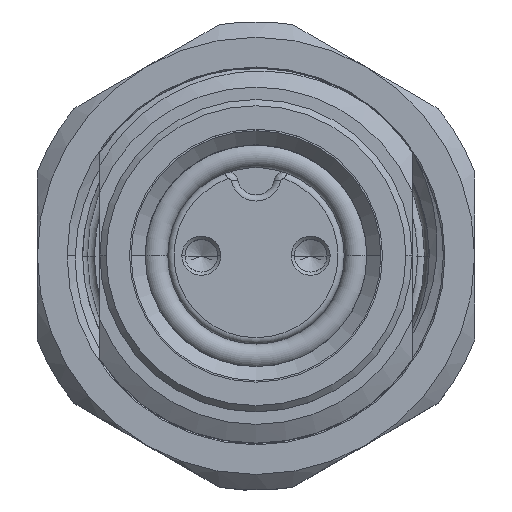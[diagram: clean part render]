
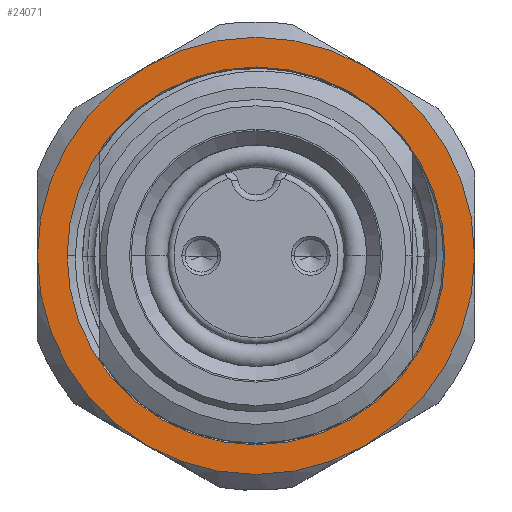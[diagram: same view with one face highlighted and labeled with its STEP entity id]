
A CAD part, top view. The second image highlights one B-rep face of the part: STEP entity #24071.
In plain terms, the highlighted planar face has unit normal (0, 0, 1).
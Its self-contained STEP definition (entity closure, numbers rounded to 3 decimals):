
#22669=CARTESIAN_POINT('',(0.,0.,2.2));
#22670=DIRECTION('',(0.,0.,-1.));
#22671=DIRECTION('',(-1.,0.,0.));
#22672=AXIS2_PLACEMENT_3D('',#22669,#22670,#22671);
#22674=CARTESIAN_POINT('',(0.,0.,2.2));
#22675=DIRECTION('',(0.,0.,-1.));
#22676=DIRECTION('',(1.,0.,0.));
#22677=AXIS2_PLACEMENT_3D('',#22674,#22675,#22676);
#22679=CARTESIAN_POINT('',(0.,0.,2.2));
#22680=DIRECTION('',(0.,0.,-1.));
#22681=DIRECTION('',(-0.5,-0.866,0.));
#22682=AXIS2_PLACEMENT_3D('',#22679,#22680,#22681);
#22684=CARTESIAN_POINT('',(0.,0.,2.2));
#22685=DIRECTION('',(0.,0.,-1.));
#22686=DIRECTION('',(-1.,0.,0.));
#22687=AXIS2_PLACEMENT_3D('',#22684,#22685,#22686);
#22689=CARTESIAN_POINT('',(0.,0.,2.2));
#22690=DIRECTION('',(0.,0.,-1.));
#22691=DIRECTION('',(0.5,0.866,0.));
#22692=AXIS2_PLACEMENT_3D('',#22689,#22690,#22691);
#22694=CARTESIAN_POINT('',(0.,0.,2.2));
#22695=DIRECTION('',(0.,0.,-1.));
#22696=DIRECTION('',(1.,0.,0.));
#22697=AXIS2_PLACEMENT_3D('',#22694,#22695,#22696);
#22704=CARTESIAN_POINT('',(0.,0.,2.2));
#22705=DIRECTION('',(0.,0.,1.));
#22706=DIRECTION('',(-0.5,-0.866,0.));
#22707=AXIS2_PLACEMENT_3D('',#22704,#22705,#22706);
#22996=CARTESIAN_POINT('',(0.,0.,2.2));
#22997=DIRECTION('',(0.,0.,1.));
#22998=DIRECTION('',(0.5,0.866,0.));
#22999=AXIS2_PLACEMENT_3D('',#22996,#22997,#22998);
#23231=CARTESIAN_POINT('',(-6.05,0.,2.2));
#23232=CARTESIAN_POINT('',(6.05,0.,2.2));
#23233=VERTEX_POINT('',#23231);
#23234=VERTEX_POINT('',#23232);
#23284=CARTESIAN_POINT('',(-3.5,-6.062,2.2));
#23285=CARTESIAN_POINT('',(-7.,0.,2.2));
#23286=VERTEX_POINT('',#23284);
#23287=VERTEX_POINT('',#23285);
#23288=CARTESIAN_POINT('',(-3.5,6.062,2.2));
#23289=VERTEX_POINT('',#23288);
#23290=CARTESIAN_POINT('',(3.5,6.062,2.2));
#23291=CARTESIAN_POINT('',(7.,0.,2.2));
#23292=VERTEX_POINT('',#23290);
#23293=VERTEX_POINT('',#23291);
#23294=CARTESIAN_POINT('',(3.5,-6.062,2.2));
#23295=VERTEX_POINT('',#23294);
#24048=CARTESIAN_POINT('',(0.,0.,2.2));
#24049=DIRECTION('',(0.,0.,1.));
#24050=DIRECTION('',(1.,0.,0.));
#24051=AXIS2_PLACEMENT_3D('',#24048,#24049,#24050);
#24052=PLANE('',#24051);
#24054=ORIENTED_EDGE('',*,*,#24053,.F.);
#24056=ORIENTED_EDGE('',*,*,#24055,.T.);
#24058=ORIENTED_EDGE('',*,*,#24057,.T.);
#24060=ORIENTED_EDGE('',*,*,#24059,.F.);
#24062=ORIENTED_EDGE('',*,*,#24061,.T.);
#24064=ORIENTED_EDGE('',*,*,#24063,.T.);
#24065=EDGE_LOOP('',(#24054,#24056,#24058,#24060,#24062,#24064));
#24066=FACE_OUTER_BOUND('',#24065,.F.);
#24067=ORIENTED_EDGE('',*,*,#23721,.F.);
#24068=ORIENTED_EDGE('',*,*,#24041,.F.);
#24069=EDGE_LOOP('',(#24067,#24068));
#24070=FACE_BOUND('',#24069,.F.);
#22673=CIRCLE('',#22672,6.05);
#22678=CIRCLE('',#22677,6.05);
#22683=CIRCLE('',#22682,7.);
#22688=CIRCLE('',#22687,7.);
#22693=CIRCLE('',#22692,7.);
#22698=CIRCLE('',#22697,7.);
#22708=CIRCLE('',#22707,7.);
#23000=CIRCLE('',#22999,7.);
#23721=EDGE_CURVE('',#23233,#23234,#22673,.T.);
#24041=EDGE_CURVE('',#23234,#23233,#22678,.T.);
#24053=EDGE_CURVE('',#23286,#23295,#22708,.T.);
#24055=EDGE_CURVE('',#23286,#23287,#22683,.T.);
#24057=EDGE_CURVE('',#23287,#23289,#22688,.T.);
#24059=EDGE_CURVE('',#23292,#23289,#23000,.T.);
#24061=EDGE_CURVE('',#23292,#23293,#22693,.T.);
#24063=EDGE_CURVE('',#23293,#23295,#22698,.T.);
#24071=ADVANCED_FACE('',(#24066,#24070),#24052,.T.);
